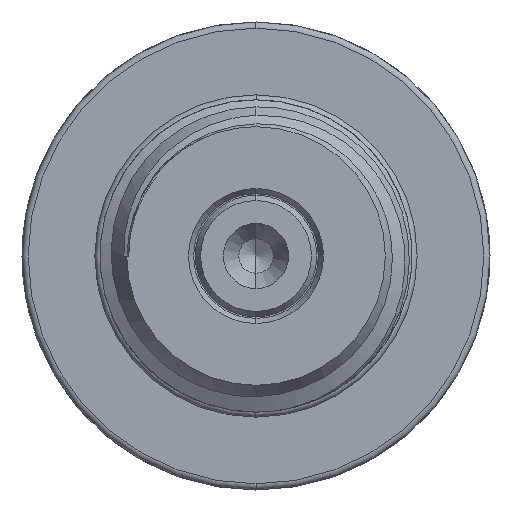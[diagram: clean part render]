
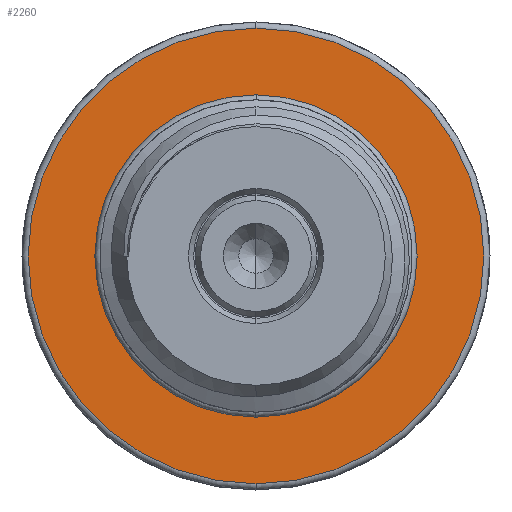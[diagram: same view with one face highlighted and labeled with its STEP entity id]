
A CAD part, left-side view. The second image highlights one B-rep face of the part: STEP entity #2260.
In plain terms, the highlighted planar face has unit normal (-1, 0, 0).
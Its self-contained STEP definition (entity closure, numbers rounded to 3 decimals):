
#191 = ORIENTED_EDGE ( 'NONE', *, *, #3443, .T. ) ;
#266 = CARTESIAN_POINT ( 'NONE',  ( 40., 0., 0. ) ) ;
#359 = DIRECTION ( 'NONE',  ( 0., 0., -1. ) ) ;
#459 = EDGE_CURVE ( 'NONE', #5403, #1083, #6509, .T. ) ;
#620 = CARTESIAN_POINT ( 'NONE',  ( 40., 0., 7.75 ) ) ;
#633 = CIRCLE ( 'NONE', #990, 18.5 ) ;
#780 = ORIENTED_EDGE ( 'NONE', *, *, #459, .F. ) ;
#990 = AXIS2_PLACEMENT_3D ( 'NONE', #6436, #4173, #359 ) ;
#1083 = VERTEX_POINT ( 'NONE', #6419 ) ;
#1635 = ORIENTED_EDGE ( 'NONE', *, *, #4225, .T. ) ;
#1869 = DIRECTION ( 'NONE',  ( 0., 0., -1. ) ) ;
#1890 = EDGE_LOOP ( 'NONE', ( #191, #1635 ) ) ;
#1944 = AXIS2_PLACEMENT_3D ( 'NONE', #266, #5289, #1869 ) ;
#2260 = ADVANCED_FACE ( 'NONE', ( #6456, #4819 ), #7007, .F. ) ;
#2426 = EDGE_LOOP ( 'NONE', ( #780, #4320 ) ) ;
#3080 = EDGE_CURVE ( 'NONE', #1083, #5403, #5479, .T. ) ;
#3144 = DIRECTION ( 'NONE',  ( -1., 0., 0. ) ) ;
#3176 = DIRECTION ( 'NONE',  ( -1., 0., 0. ) ) ;
#3241 = CARTESIAN_POINT ( 'NONE',  ( 40., 0., -18.5 ) ) ;
#3443 = EDGE_CURVE ( 'NONE', #7053, #6763, #633, .T. ) ;
#3689 = CARTESIAN_POINT ( 'NONE',  ( 40., 19., 0. ) ) ;
#4173 = DIRECTION ( 'NONE',  ( -1., 0., 0. ) ) ;
#4181 = CARTESIAN_POINT ( 'NONE',  ( 40., 0., 0. ) ) ;
#4225 = EDGE_CURVE ( 'NONE', #6763, #7053, #5404, .T. ) ;
#4320 = ORIENTED_EDGE ( 'NONE', *, *, #3080, .F. ) ;
#4333 = DIRECTION ( 'NONE',  ( 0., 0., -1. ) ) ;
#4819 = FACE_BOUND ( 'NONE', #2426, .T. ) ;
#4884 = AXIS2_PLACEMENT_3D ( 'NONE', #5953, #3176, #5920 ) ;
#4997 = DIRECTION ( 'NONE',  ( 1., 0., 0. ) ) ;
#5289 = DIRECTION ( 'NONE',  ( -1., 0., 0. ) ) ;
#5403 = VERTEX_POINT ( 'NONE', #620 ) ;
#5404 = CIRCLE ( 'NONE', #1944, 18.5 ) ;
#5479 = CIRCLE ( 'NONE', #7101, 7.75 ) ;
#5742 = DIRECTION ( 'NONE',  ( 0., 0., 1. ) ) ;
#5920 = DIRECTION ( 'NONE',  ( 0., 0., 1. ) ) ;
#5953 = CARTESIAN_POINT ( 'NONE',  ( 40., 0., 0. ) ) ;
#6163 = AXIS2_PLACEMENT_3D ( 'NONE', #3689, #4997, #4333 ) ;
#6187 = CARTESIAN_POINT ( 'NONE',  ( 40., 0., 18.5 ) ) ;
#6419 = CARTESIAN_POINT ( 'NONE',  ( 40., 0., -7.75 ) ) ;
#6436 = CARTESIAN_POINT ( 'NONE',  ( 40., 0., 0. ) ) ;
#6456 = FACE_OUTER_BOUND ( 'NONE', #1890, .T. ) ;
#6509 = CIRCLE ( 'NONE', #4884, 7.75 ) ;
#6763 = VERTEX_POINT ( 'NONE', #6187 ) ;
#7007 = PLANE ( 'NONE',  #6163 ) ;
#7053 = VERTEX_POINT ( 'NONE', #3241 ) ;
#7101 = AXIS2_PLACEMENT_3D ( 'NONE', #4181, #3144, #5742 ) ;
